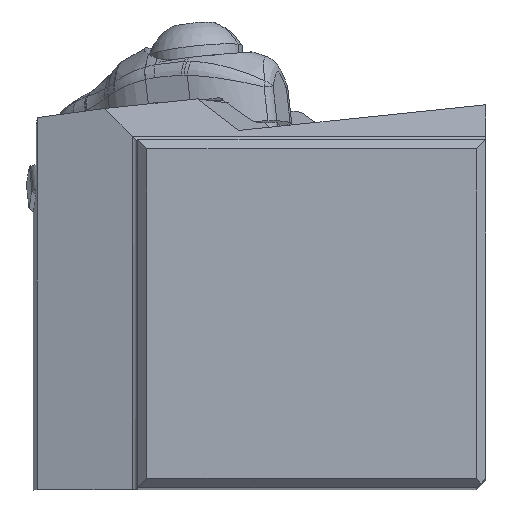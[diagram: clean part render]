
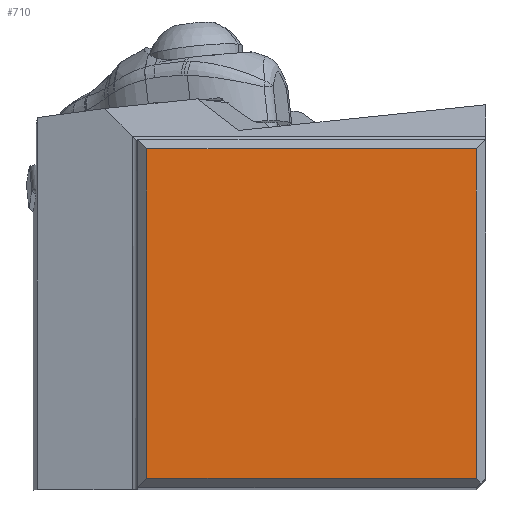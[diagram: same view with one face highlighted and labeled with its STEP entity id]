
A CAD part, top view. The second image highlights one B-rep face of the part: STEP entity #710.
In plain terms, the highlighted planar face has unit normal (0, 0, 1).
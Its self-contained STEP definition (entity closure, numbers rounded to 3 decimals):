
#470=FACE_OUTER_BOUND('',#1069,.T.);
#710=ADVANCED_FACE('',(#470),#946,.T.);
#946=PLANE('',#4511);
#1069=EDGE_LOOP('',(#1713,#1714,#1715,#1716));
#1713=ORIENTED_EDGE('',*,*,#3311,.F.);
#1714=ORIENTED_EDGE('',*,*,#3316,.T.);
#1715=ORIENTED_EDGE('',*,*,#3317,.T.);
#1716=ORIENTED_EDGE('',*,*,#3315,.F.);
#2867=VERTEX_POINT('',#6226);
#2868=VERTEX_POINT('',#6228);
#2869=VERTEX_POINT('',#6232);
#2871=VERTEX_POINT('',#6238);
#3311=EDGE_CURVE('',#2867,#2868,#3921,.T.);
#3315=EDGE_CURVE('',#2868,#2869,#3925,.T.);
#3316=EDGE_CURVE('',#2867,#2871,#3926,.T.);
#3317=EDGE_CURVE('',#2871,#2869,#3927,.T.);
#3921=LINE('',#6227,#4147);
#3925=LINE('',#6235,#4151);
#3926=LINE('',#6237,#4152);
#3927=LINE('',#6239,#4153);
#4147=VECTOR('',#5112,1.);
#4151=VECTOR('',#5118,1.);
#4152=VECTOR('',#5121,1.);
#4153=VECTOR('',#5122,1.);
#4511=AXIS2_PLACEMENT_3D('',#6240,#5123,#5124);
#5112=DIRECTION('',(-1.,0.,0.));
#5118=DIRECTION('',(0.,1.,0.));
#5121=DIRECTION('',(0.,1.,0.));
#5122=DIRECTION('',(-1.,0.,0.));
#5123=DIRECTION('',(0.,0.,1.));
#5124=DIRECTION('',(-1.,0.,0.));
#6226=CARTESIAN_POINT('',(-1.,1.,0.));
#6227=CARTESIAN_POINT('',(-1.,1.,0.));
#6228=CARTESIAN_POINT('',(-37.1,1.,0.));
#6232=CARTESIAN_POINT('',(-37.1,37.1,0.));
#6235=CARTESIAN_POINT('',(-37.1,1.,0.));
#6237=CARTESIAN_POINT('',(-1.,1.,0.));
#6238=CARTESIAN_POINT('',(-1.,37.1,0.));
#6239=CARTESIAN_POINT('',(-1.,37.1,0.));
#6240=CARTESIAN_POINT('',(-19.05,19.05,0.));
